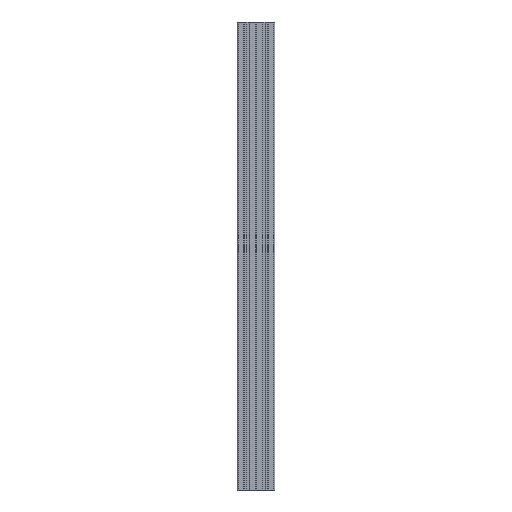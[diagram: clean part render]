
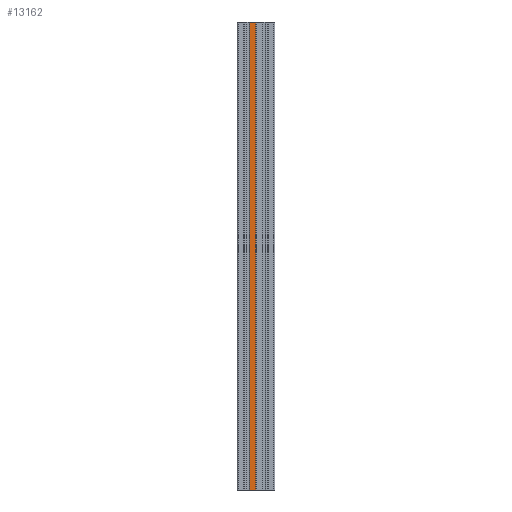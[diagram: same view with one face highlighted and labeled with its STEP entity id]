
A CAD part, left-side view. The second image highlights one B-rep face of the part: STEP entity #13162.
In plain terms, the highlighted planar face has unit normal (-1, 0, 0).
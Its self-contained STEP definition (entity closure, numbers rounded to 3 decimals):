
#166 = LINE ( 'NONE', #372, #12424 ) ;
#372 = CARTESIAN_POINT ( 'NONE',  ( -20., -5.1, 0. ) ) ;
#655 = ORIENTED_EDGE ( 'NONE', *, *, #13828, .T. ) ;
#811 = VECTOR ( 'NONE', #17728, 1000. ) ;
#1058 = DIRECTION ( 'NONE',  ( -1., 0., 0. ) ) ;
#2082 = EDGE_CURVE ( 'NONE', #8350, #6478, #13723, .T. ) ;
#2341 = PLANE ( 'NONE',  #17506 ) ;
#2871 = ORIENTED_EDGE ( 'NONE', *, *, #2082, .T. ) ;
#3165 = CARTESIAN_POINT ( 'NONE',  ( -20., -19.55, -1006.157 ) ) ;
#3311 = EDGE_CURVE ( 'NONE', #6478, #14292, #7878, .T. ) ;
#4055 = CARTESIAN_POINT ( 'NONE',  ( -20., -5.1, -1028.284 ) ) ;
#4592 = LINE ( 'NONE', #8018, #811 ) ;
#4657 = DIRECTION ( 'NONE',  ( 0., 0., 1. ) ) ;
#5475 = CARTESIAN_POINT ( 'NONE',  ( -20., -19.55, 0. ) ) ;
#6263 = CARTESIAN_POINT ( 'NONE',  ( -20., -6.325, -1000. ) ) ;
#6478 = VERTEX_POINT ( 'NONE', #11865 ) ;
#6718 = VERTEX_POINT ( 'NONE', #8418 ) ;
#7162 = EDGE_LOOP ( 'NONE', ( #655, #20358, #2871, #17734 ) ) ;
#7371 = FACE_OUTER_BOUND ( 'NONE', #7162, .T. ) ;
#7878 = LINE ( 'NONE', #3165, #13924 ) ;
#8018 = CARTESIAN_POINT ( 'NONE',  ( -20., -6.325, -1000. ) ) ;
#8350 = VERTEX_POINT ( 'NONE', #6263 ) ;
#8418 = CARTESIAN_POINT ( 'NONE',  ( -20., -6.325, 0. ) ) ;
#10101 = VECTOR ( 'NONE', #13407, 1000. ) ;
#10581 = DIRECTION ( 'NONE',  ( 0., 1., 0. ) ) ;
#11865 = CARTESIAN_POINT ( 'NONE',  ( -20., -19.55, -1000. ) ) ;
#12424 = VECTOR ( 'NONE', #16292, 1000. ) ;
#13162 = ADVANCED_FACE ( 'NONE', ( #7371 ), #2341, .T. ) ;
#13407 = DIRECTION ( 'NONE',  ( 0., -1., 0. ) ) ;
#13723 = LINE ( 'NONE', #18532, #10101 ) ;
#13828 = EDGE_CURVE ( 'NONE', #14292, #6718, #166, .T. ) ;
#13924 = VECTOR ( 'NONE', #4657, 1000. ) ;
#14292 = VERTEX_POINT ( 'NONE', #5475 ) ;
#14970 = EDGE_CURVE ( 'NONE', #6718, #8350, #4592, .T. ) ;
#16292 = DIRECTION ( 'NONE',  ( 0., 1., 0. ) ) ;
#17506 = AXIS2_PLACEMENT_3D ( 'NONE', #4055, #1058, #10581 ) ;
#17728 = DIRECTION ( 'NONE',  ( 0., 0., -1. ) ) ;
#17734 = ORIENTED_EDGE ( 'NONE', *, *, #3311, .T. ) ;
#18532 = CARTESIAN_POINT ( 'NONE',  ( -20., -5.1, -1000. ) ) ;
#20358 = ORIENTED_EDGE ( 'NONE', *, *, #14970, .T. ) ;
